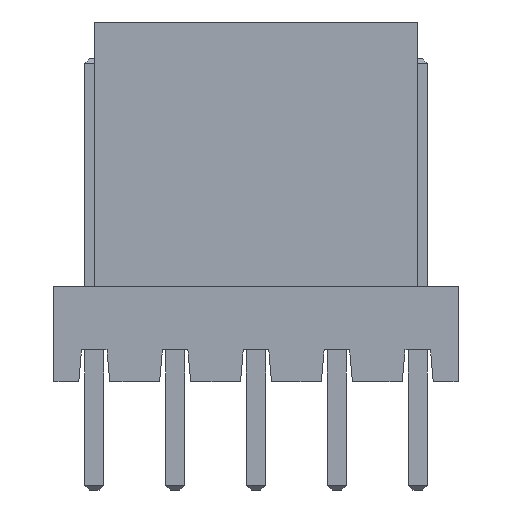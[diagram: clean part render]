
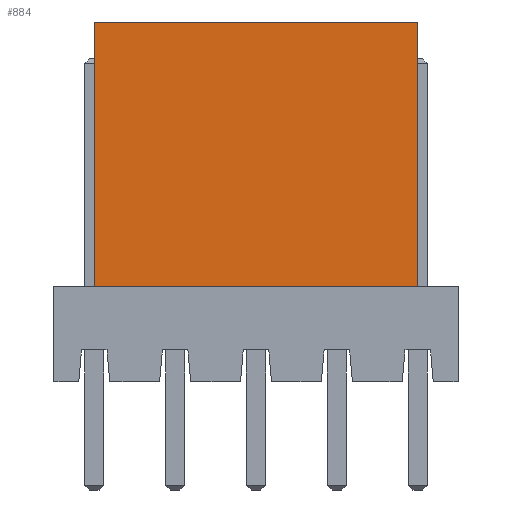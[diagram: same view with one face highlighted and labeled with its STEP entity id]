
A CAD part, front view. The second image highlights one B-rep face of the part: STEP entity #884.
In plain terms, the highlighted planar face has unit normal (0, -1, 0).
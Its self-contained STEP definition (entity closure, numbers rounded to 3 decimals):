
#845=CARTESIAN_POINT('',(-5.08,-2.4,3.));
#846=DIRECTION('',(0.,1.,0.));
#847=DIRECTION('',(0.,-0.,1.));
#848=AXIS2_PLACEMENT_3D('',#845,#846,#847);
#849=PLANE('',#848);
#850=CARTESIAN_POINT('',(5.08,-2.4,3.));
#851=VERTEX_POINT('',#850);
#852=CARTESIAN_POINT('',(5.08,-2.4,11.3));
#853=VERTEX_POINT('',#852);
#854=CARTESIAN_POINT('',(5.08,-2.4,3.));
#855=DIRECTION('',(0.,-0.,1.));
#856=VECTOR('',#855,8.3);
#857=LINE('',#854,#856);
#858=EDGE_CURVE('',#851,#853,#857,.T.);
#859=ORIENTED_EDGE('',*,*,#858,.T.);
#860=CARTESIAN_POINT('',(-5.08,-2.4,11.3));
#861=VERTEX_POINT('',#860);
#862=CARTESIAN_POINT('',(-5.08,-2.4,11.3));
#863=DIRECTION('',(1.,0.,-0.));
#864=VECTOR('',#863,10.16);
#865=LINE('',#862,#864);
#866=EDGE_CURVE('',#861,#853,#865,.T.);
#867=ORIENTED_EDGE('',*,*,#866,.F.);
#868=CARTESIAN_POINT('',(-5.08,-2.4,3.));
#869=VERTEX_POINT('',#868);
#870=CARTESIAN_POINT('',(-5.08,-2.4,3.));
#871=DIRECTION('',(0.,-0.,1.));
#872=VECTOR('',#871,8.3);
#873=LINE('',#870,#872);
#874=EDGE_CURVE('',#869,#861,#873,.T.);
#875=ORIENTED_EDGE('',*,*,#874,.F.);
#876=CARTESIAN_POINT('',(-5.08,-2.4,3.));
#877=DIRECTION('',(1.,0.,-0.));
#878=VECTOR('',#877,10.16);
#879=LINE('',#876,#878);
#880=EDGE_CURVE('',#869,#851,#879,.T.);
#881=ORIENTED_EDGE('',*,*,#880,.T.);
#882=EDGE_LOOP('',(#859,#867,#875,#881));
#883=FACE_BOUND('',#882,.T.);
#884=ADVANCED_FACE('',(#883),#849,.F.);
